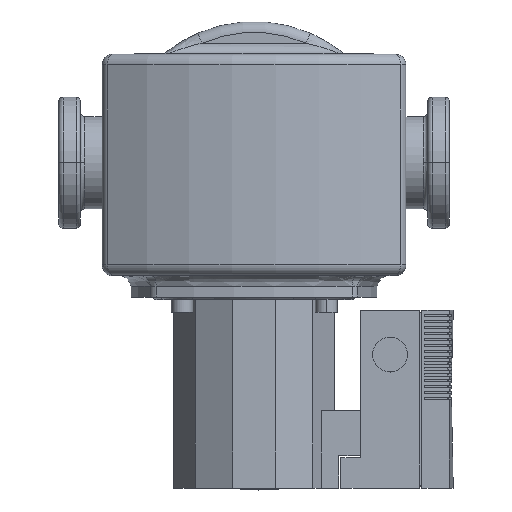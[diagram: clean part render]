
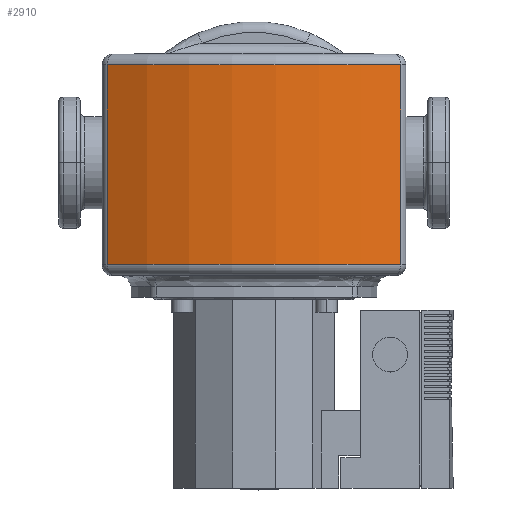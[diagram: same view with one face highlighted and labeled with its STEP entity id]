
A CAD part, top view. The second image highlights one B-rep face of the part: STEP entity #2910.
In plain terms, the highlighted cylindrical face has radius 132.5 mm (diameter 265 mm), a partial arc.
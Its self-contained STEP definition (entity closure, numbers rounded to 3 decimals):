
#2496=CARTESIAN_POINT('',(157.549,45.0,69.489));
#2497=VERTEX_POINT('',#2496);
#2522=CARTESIAN_POINT('',(157.549,-47.0,69.489));
#2523=VERTEX_POINT('',#2522);
#2597=CARTESIAN_POINT('',(22.451,45.0,69.489));
#2598=VERTEX_POINT('',#2597);
#2621=CARTESIAN_POINT('',(22.451,-47.0,69.489));
#2622=VERTEX_POINT('',#2621);
#2662=CARTESIAN_POINT('',(22.451,-47.0,69.489));
#2663=DIRECTION('',(0.0,1.0,0.0));
#2664=VECTOR('',#2663,92.0);
#2665=LINE('',#2662,#2664);
#2666=EDGE_CURVE('',#2622,#2598,#2665,.T.);
#2694=CARTESIAN_POINT('',(90.,-47.0,-44.5));
#2695=DIRECTION('',(0.0,-1.0,0.0));
#2696=DIRECTION('',(0.0,0.0,1.0));
#2697=AXIS2_PLACEMENT_3D('',#2694,#2695,#2696);
#2698=CIRCLE('',#2697,132.5);
#2699=EDGE_CURVE('',#2523,#2622,#2698,.T.);
#2712=CARTESIAN_POINT('',(90.,45.0,-44.5));
#2713=DIRECTION('',(0.0,1.0,0.0));
#2714=DIRECTION('',(0.0,0.0,1.0));
#2715=AXIS2_PLACEMENT_3D('',#2712,#2713,#2714);
#2716=CIRCLE('',#2715,132.5);
#2717=EDGE_CURVE('',#2598,#2497,#2716,.T.);
#2798=CARTESIAN_POINT('',(157.549,45.0,69.489));
#2799=DIRECTION('',(0.0,-1.0,0.0));
#2800=VECTOR('',#2799,92.0);
#2801=LINE('',#2798,#2800);
#2802=EDGE_CURVE('',#2497,#2523,#2801,.T.);
#2899=CARTESIAN_POINT('',(90.,0.0,-44.5));
#2900=DIRECTION('',(0.0,1.0,0.0));
#2901=DIRECTION('',(-0.528,0.0,0.849));
#2902=AXIS2_PLACEMENT_3D('',#2899,#2900,#2901);
#2903=CYLINDRICAL_SURFACE('',#2902,132.5);
#2904=ORIENTED_EDGE('',*,*,#2666,.F.);
#2905=ORIENTED_EDGE('',*,*,#2699,.F.);
#2906=ORIENTED_EDGE('',*,*,#2802,.F.);
#2907=ORIENTED_EDGE('',*,*,#2717,.F.);
#2908=EDGE_LOOP('',(#2904,#2905,#2906,#2907));
#2909=FACE_OUTER_BOUND('',#2908,.T.);
#2910=ADVANCED_FACE('',(#2909),#2903,.T.);
